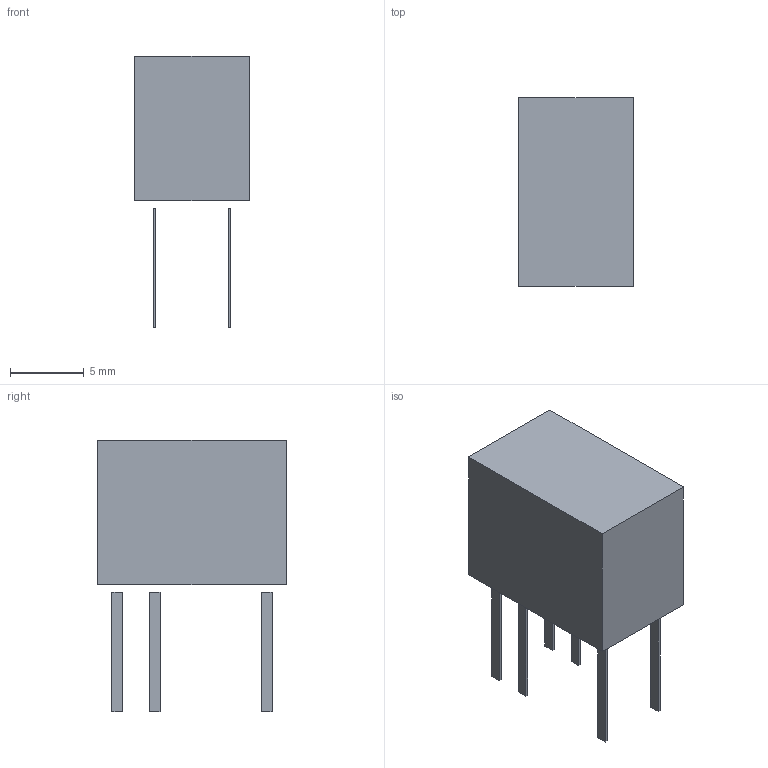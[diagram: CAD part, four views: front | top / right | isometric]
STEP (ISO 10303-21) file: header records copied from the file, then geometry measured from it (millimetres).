
FILE_DESCRIPTION(('STEP AP214'),'1');
FILE_NAME('RELAY6_AZ9571-1C-12DSE_AMZ','2023-08-21T12:09:54',(''),(''),'','','');
FILE_SCHEMA(('AUTOMOTIVE_DESIGN'));
Length unit declared in the file: millimetre
Products named in the file (1): product
Bounding box: 7.8 x 12.8 x 18.44 mm (x, y, z)
Volume: 985.3 mm3; surface area: 695.6 mm2
Topology: 8 solids, 8 shells, 45 faces, 87 edges, 58 vertices
Faces by surface type: plane 44, cylinder 1
Full cylindrical faces by diameter (mm): 0.635 x1
Entity records: 1237 total; most frequent: DIRECTION 182, ORIENTED_EDGE 172, CARTESIAN_POINT 107, EDGE_CURVE 86, LINE 84, VECTOR 84, VERTEX_POINT 58, AXIS2_PLACEMENT_3D 49
